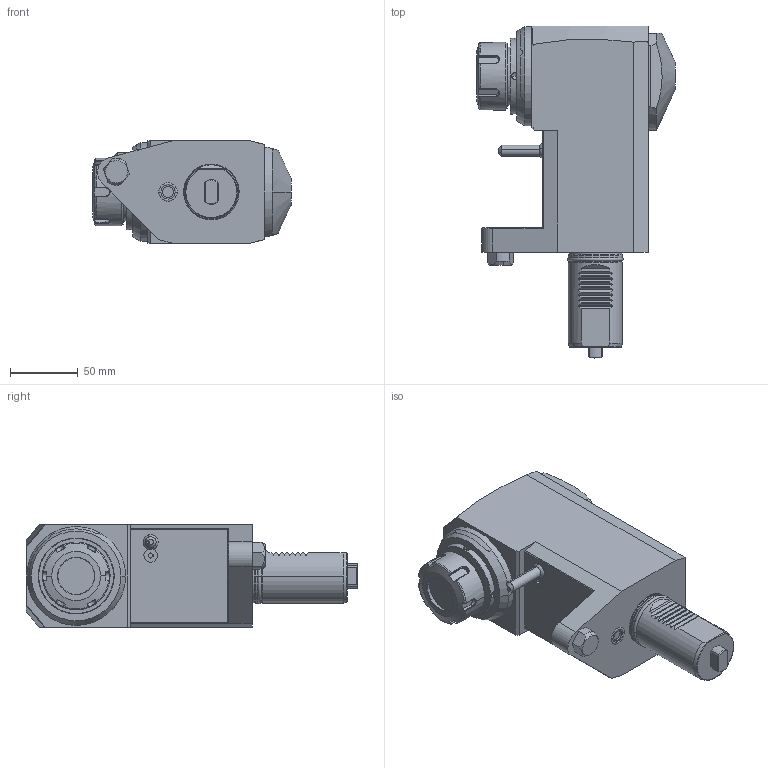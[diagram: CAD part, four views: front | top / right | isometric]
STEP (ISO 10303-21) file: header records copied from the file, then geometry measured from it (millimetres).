
FILE_DESCRIPTION((''),'2;1');
FILE_NAME('NGT1_40_221_32_1_1_130MZ3','2025-07-04T',('vali'),('NOVA GRUP'),'PRO/ENGINEER BY PARAMETRIC TECHNOLOGY CORPORATION, 2010280','PRO/ENGINEER BY PARAMETRIC TECHNOLOGY CORPORATION, 2010280','');
FILE_SCHEMA(('CONFIG_CONTROL_DESIGN'));
Length unit declared in the file: millimetre
Products named in the file (1): NGT1_40_221_32_1_1_130MZ3
Bounding box: 146.6 x 245 x 76 mm (x, y, z)
Volume: 1291717.3 mm3; surface area: 90125.9 mm2
Topology: 1 solids, 1 shells, 284 faces, 760 edges, 494 vertices
Faces by surface type: plane 135, cylinder 68, cone 34, bspline 28, torus 17, sphere 2
Entity records: 11801 total; most frequent: CARTESIAN_POINT 5099, ORIENTED_EDGE 1520, DIRECTION 1183, EDGE_CURVE 760, VERTEX_POINT 494, AXIS2_PLACEMENT_3D 416, VECTOR 351, LINE 351
